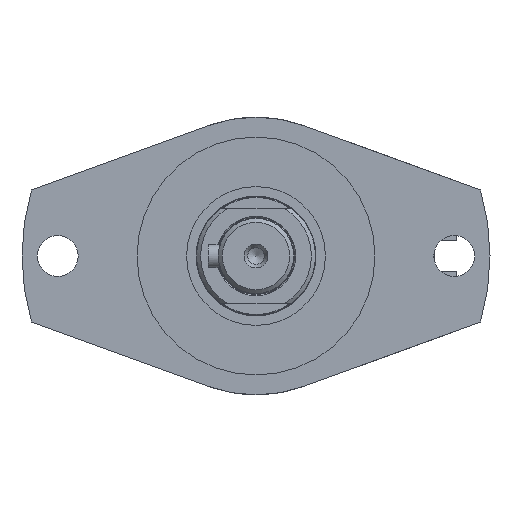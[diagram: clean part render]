
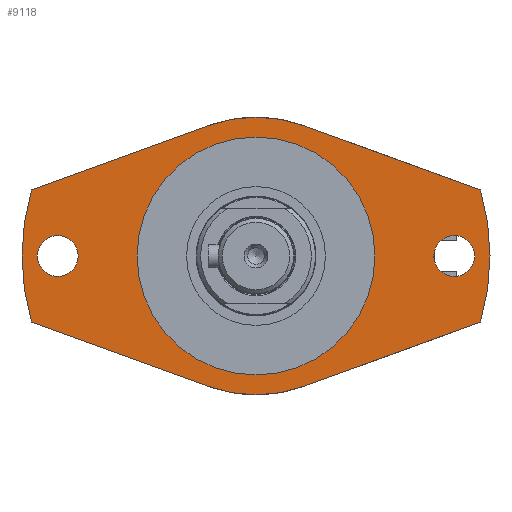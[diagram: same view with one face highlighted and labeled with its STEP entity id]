
A CAD part, left-side view. The second image highlights one B-rep face of the part: STEP entity #9118.
In plain terms, the highlighted planar face has unit normal (-1, 0, 0).
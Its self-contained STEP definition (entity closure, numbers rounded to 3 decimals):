
#237=FACE_BOUND('',#1474,.T.);
#238=FACE_BOUND('',#1475,.T.);
#239=FACE_BOUND('',#1476,.T.);
#403=PLANE('',#10259);
#906=FACE_OUTER_BOUND('',#1473,.T.);
#1473=EDGE_LOOP('',(#7322,#7323,#7324,#7325,#7326,#7327,#7328,#7329));
#1474=EDGE_LOOP('',(#7330));
#1475=EDGE_LOOP('',(#7331));
#1476=EDGE_LOOP('',(#7332,#7333));
#1972=LINE('',#15519,#2537);
#1975=LINE('',#15525,#2540);
#1979=LINE('',#15532,#2544);
#1982=LINE('',#15538,#2547);
#2537=VECTOR('',#12666,10.);
#2540=VECTOR('',#12671,10.);
#2544=VECTOR('',#12677,10.);
#2547=VECTOR('',#12682,10.);
#3277=CIRCLE('',#10240,35.);
#3279=CIRCLE('',#10242,35.);
#3284=CIRCLE('',#10248,5.15);
#3287=CIRCLE('',#10252,5.15);
#3289=CIRCLE('',#10260,59.);
#3290=CIRCLE('',#10261,59.);
#3291=CIRCLE('',#10262,30.);
#3292=CIRCLE('',#10263,30.);
#3992=VERTEX_POINT('',#15483);
#3993=VERTEX_POINT('',#15485);
#3996=VERTEX_POINT('',#15491);
#3997=VERTEX_POINT('',#15493);
#4001=VERTEX_POINT('',#15504);
#4004=VERTEX_POINT('',#15512);
#4005=VERTEX_POINT('',#15516);
#4008=VERTEX_POINT('',#15524);
#4010=VERTEX_POINT('',#15530);
#4012=VERTEX_POINT('',#15535);
#4013=VERTEX_POINT('',#15544);
#4014=VERTEX_POINT('',#15545);
#5136=EDGE_CURVE('',#3993,#3992,#3277,.T.);
#5140=EDGE_CURVE('',#3997,#3996,#3279,.T.);
#5147=EDGE_CURVE('',#4001,#4001,#3284,.T.);
#5151=EDGE_CURVE('',#4004,#4004,#3287,.T.);
#5153=EDGE_CURVE('',#3992,#4005,#1972,.T.);
#5156=EDGE_CURVE('',#4008,#3997,#1975,.T.);
#5160=EDGE_CURVE('',#3996,#4010,#1979,.T.);
#5163=EDGE_CURVE('',#4012,#3993,#1982,.T.);
#5165=EDGE_CURVE('',#4008,#4005,#3289,.T.);
#5166=EDGE_CURVE('',#4012,#4010,#3290,.T.);
#5167=EDGE_CURVE('',#4013,#4014,#3291,.T.);
#5168=EDGE_CURVE('',#4014,#4013,#3292,.T.);
#7322=ORIENTED_EDGE('',*,*,#5163,.T.);
#7323=ORIENTED_EDGE('',*,*,#5136,.T.);
#7324=ORIENTED_EDGE('',*,*,#5153,.T.);
#7325=ORIENTED_EDGE('',*,*,#5165,.F.);
#7326=ORIENTED_EDGE('',*,*,#5156,.T.);
#7327=ORIENTED_EDGE('',*,*,#5140,.T.);
#7328=ORIENTED_EDGE('',*,*,#5160,.T.);
#7329=ORIENTED_EDGE('',*,*,#5166,.F.);
#7330=ORIENTED_EDGE('',*,*,#5147,.T.);
#7331=ORIENTED_EDGE('',*,*,#5151,.T.);
#7332=ORIENTED_EDGE('',*,*,#5167,.T.);
#7333=ORIENTED_EDGE('',*,*,#5168,.T.);
#9118=ADVANCED_FACE('',(#906,#237,#238,#239),#403,.T.);
#10240=AXIS2_PLACEMENT_3D('',#15486,#12632,#12633);
#10242=AXIS2_PLACEMENT_3D('',#15494,#12638,#12639);
#10248=AXIS2_PLACEMENT_3D('',#15506,#12652,#12653);
#10252=AXIS2_PLACEMENT_3D('',#15514,#12661,#12662);
#10259=AXIS2_PLACEMENT_3D('',#15541,#12687,#12688);
#10260=AXIS2_PLACEMENT_3D('',#15542,#12689,#12690);
#10261=AXIS2_PLACEMENT_3D('',#15543,#12691,#12692);
#10262=AXIS2_PLACEMENT_3D('',#15546,#12693,#12694);
#10263=AXIS2_PLACEMENT_3D('',#15547,#12695,#12696);
#12632=DIRECTION('center_axis',(-1.,0.,0.));
#12633=DIRECTION('ref_axis',(0.,-0.342,0.94));
#12638=DIRECTION('center_axis',(-1.,0.,0.));
#12639=DIRECTION('ref_axis',(0.,0.342,-0.94));
#12652=DIRECTION('center_axis',(1.,0.,0.));
#12653=DIRECTION('ref_axis',(0.,0.,
-1.));
#12661=DIRECTION('center_axis',(1.,0.,0.));
#12662=DIRECTION('ref_axis',(0.,0.,
-1.));
#12666=DIRECTION('',(0.,-0.94,0.342));
#12671=DIRECTION('',(0.,0.94,0.342));
#12677=DIRECTION('',(0.,0.94,-0.342));
#12682=DIRECTION('',(0.,-0.94,-0.342));
#12687=DIRECTION('center_axis',(-1.,0.,0.));
#12688=DIRECTION('ref_axis',(0.,0.,
1.));
#12689=DIRECTION('center_axis',(1.,0.,0.));
#12690=DIRECTION('ref_axis',(0.,1.,0.));
#12691=DIRECTION('center_axis',(1.,0.,0.));
#12692=DIRECTION('ref_axis',(0.,1.,0.));
#12693=DIRECTION('center_axis',(1.,0.,0.));
#12694=DIRECTION('ref_axis',(0.,1.,0.));
#12695=DIRECTION('center_axis',(1.,0.,0.));
#12696=DIRECTION('ref_axis',(0.,1.,0.));
#15483=CARTESIAN_POINT('',(-165.5,-11.971,-32.889));
#15485=CARTESIAN_POINT('',(-165.5,11.971,-32.889));
#15486=CARTESIAN_POINT('Origin',(-165.5,0.,0.));
#15491=CARTESIAN_POINT('',(-165.5,11.971,32.889));
#15493=CARTESIAN_POINT('',(-165.5,-11.971,32.889));
#15494=CARTESIAN_POINT('Origin',(-165.5,0.,0.));
#15504=CARTESIAN_POINT('',(-165.5,-50.,5.15));
#15506=CARTESIAN_POINT('Origin',(-165.5,-50.,0.));
#15512=CARTESIAN_POINT('',(-165.5,50.,5.15));
#15514=CARTESIAN_POINT('Origin',(-165.5,50.,0.));
#15516=CARTESIAN_POINT('',(-165.5,-56.604,-16.644));
#15519=CARTESIAN_POINT('',(-165.5,7.677,-40.04));
#15524=CARTESIAN_POINT('',(-165.5,-56.604,16.644));
#15525=CARTESIAN_POINT('',(-165.5,-37.505,23.596));
#15530=CARTESIAN_POINT('',(-165.5,56.604,16.644));
#15532=CARTESIAN_POINT('',(-165.5,31.618,25.738));
#15535=CARTESIAN_POINT('',(-165.5,56.604,-16.644));
#15538=CARTESIAN_POINT('',(-165.5,76.799,-9.294));
#15541=CARTESIAN_POINT('Origin',(-165.5,44.5,0.));
#15542=CARTESIAN_POINT('Origin',(-165.5,0.,0.));
#15543=CARTESIAN_POINT('Origin',(-165.5,0.,0.));
#15544=CARTESIAN_POINT('',(-165.5,30.,0.));
#15545=CARTESIAN_POINT('',(-165.5,-30.,0.));
#15546=CARTESIAN_POINT('Origin',(-165.5,0.,0.));
#15547=CARTESIAN_POINT('Origin',(-165.5,0.,0.));
